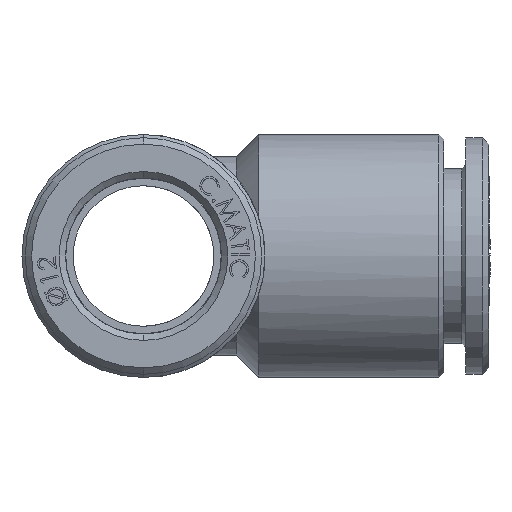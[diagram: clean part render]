
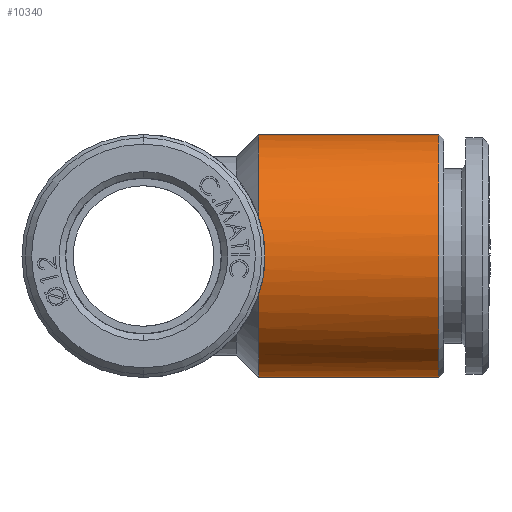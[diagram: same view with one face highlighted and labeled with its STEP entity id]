
A CAD part, left-side view. The second image highlights one B-rep face of the part: STEP entity #10340.
In plain terms, the highlighted cylindrical face has radius 9.5 mm (diameter 19 mm), a partial arc.
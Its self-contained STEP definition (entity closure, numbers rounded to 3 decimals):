
#9331 = VERTEX_POINT ( 'NONE', #18674 ) ;
#9348 = VERTEX_POINT ( 'NONE', #18728 ) ;
#9359 = VERTEX_POINT ( 'NONE', #18765 ) ;
#9365 = VERTEX_POINT ( 'NONE', #18750 ) ;
#9374 = EDGE_CURVE ( 'NONE', #9348, #9389, #18786, .T. ) ;
#9386 = EDGE_CURVE ( 'NONE', #9389, #9365, #18814, .T. ) ;
#9389 = VERTEX_POINT ( 'NONE', #18852 ) ;
#9420 = VERTEX_POINT ( 'NONE', #18832 ) ;
#9548 = EDGE_CURVE ( 'NONE', #9359, #9420, #19180, .T. ) ;
#10340 = ADVANCED_FACE ( 'NONE', ( #19527 ), #19526, .T. ) ;
#10354 = ORIENTED_EDGE ( 'NONE', *, *, #9374, .F. ) ;
#10355 = EDGE_CURVE ( 'NONE', #9348, #9359, #19580, .T. ) ;
#10359 = EDGE_LOOP ( 'NONE', ( #10354, #10523, #10532, #10370, #10375, #10386 ) ) ;
#10370 = ORIENTED_EDGE ( 'NONE', *, *, #10560, .F. ) ;
#10375 = ORIENTED_EDGE ( 'NONE', *, *, #10376, .T. ) ;
#10376 = EDGE_CURVE ( 'NONE', #9331, #9365, #19586, .T. ) ;
#10386 = ORIENTED_EDGE ( 'NONE', *, *, #9386, .F. ) ;
#10523 = ORIENTED_EDGE ( 'NONE', *, *, #10355, .T. ) ;
#10532 = ORIENTED_EDGE ( 'NONE', *, *, #9548, .T. ) ;
#10560 = EDGE_CURVE ( 'NONE', #9331, #9420, #19814, .T. ) ;
#18674 = CARTESIAN_POINT ( 'NONE',  ( -9., -9., 3.041 ) ) ;
#18728 = CARTESIAN_POINT ( 'NONE',  ( 0., -23.1, -9.5 ) ) ;
#18750 = CARTESIAN_POINT ( 'NONE',  ( -9., -9., -3.041 ) ) ;
#18765 = CARTESIAN_POINT ( 'NONE',  ( 0., -23.1, 9.5 ) ) ;
#18783 = DIRECTION ( 'NONE',  ( 0., 1., 0. ) ) ;
#18784 = VECTOR ( 'NONE', #18783, 1000. ) ;
#18785 = CARTESIAN_POINT ( 'NONE',  ( 0., 2.336, -9.5 ) ) ;
#18786 = LINE ( 'NONE', #18785, #18784 ) ;
#18810 = DIRECTION ( 'NONE',  ( 0., 0., 1. ) ) ;
#18811 = DIRECTION ( 'NONE',  ( 0., 1., 0. ) ) ;
#18812 = CARTESIAN_POINT ( 'NONE',  ( 0., -9., 0. ) ) ;
#18813 = AXIS2_PLACEMENT_3D ( 'NONE', #18812, #18811, #18810 ) ;
#18814 = CIRCLE ( 'NONE', #18813, 9.5 ) ;
#18832 = CARTESIAN_POINT ( 'NONE',  ( 0., -9., 9.5 ) ) ;
#18852 = CARTESIAN_POINT ( 'NONE',  ( 0., -9., -9.5 ) ) ;
#19109 = CARTESIAN_POINT ( 'NONE',  ( -9.673, -9.673, 1.051 ) ) ;
#19110 = CARTESIAN_POINT ( 'NONE',  ( -9., -9., 3.041 ) ) ;
#19177 = DIRECTION ( 'NONE',  ( 0., 1., 0. ) ) ;
#19178 = VECTOR ( 'NONE', #19177, 1000. ) ;
#19179 = CARTESIAN_POINT ( 'NONE',  ( 0., 2.336, 9.5 ) ) ;
#19180 = LINE ( 'NONE', #19179, #19178 ) ;
#19334 = CARTESIAN_POINT ( 'NONE',  ( -9., -9., -3.041 ) ) ;
#19335 = CARTESIAN_POINT ( 'NONE',  ( -9.673, -9.673, -1.051 ) ) ;
#19526 = CYLINDRICAL_SURFACE ( 'NONE', #19584, 9.5 ) ;
#19527 = FACE_OUTER_BOUND ( 'NONE', #10359, .T. ) ;
#19576 = DIRECTION ( 'NONE',  ( 0., 0., 1. ) ) ;
#19577 = DIRECTION ( 'NONE',  ( 0., 1., 0. ) ) ;
#19578 = CARTESIAN_POINT ( 'NONE',  ( 0., -23.1, 0. ) ) ;
#19579 = AXIS2_PLACEMENT_3D ( 'NONE', #19578, #19577, #19576 ) ;
#19580 = CIRCLE ( 'NONE', #19579, 9.5 ) ;
#19581 = DIRECTION ( 'NONE',  ( 0., 0., 1. ) ) ;
#19582 = DIRECTION ( 'NONE',  ( 0., 1., 0. ) ) ;
#19583 = CARTESIAN_POINT ( 'NONE',  ( 0., 2.336, 0. ) ) ;
#19584 = AXIS2_PLACEMENT_3D ( 'NONE', #19583, #19582, #19581 ) ;
#19586 =( BOUNDED_CURVE ( )  B_SPLINE_CURVE ( 3, ( #19110, #19109, #19335, #19334 ),
 .UNSPECIFIED., .F., .F. ) 
 B_SPLINE_CURVE_WITH_KNOTS ( ( 4, 4 ),
 ( 2.816, 3.467 ),
 .UNSPECIFIED. ) 
 CURVE ( )  GEOMETRIC_REPRESENTATION_ITEM ( )  RATIONAL_B_SPLINE_CURVE ( ( 1., 0.965, 0.965, 1. ) ) 
 REPRESENTATION_ITEM ( '' )  );
#19809 = DIRECTION ( 'NONE',  ( 0., 0., 1. ) ) ;
#19811 = DIRECTION ( 'NONE',  ( 0., 1., 0. ) ) ;
#19812 = CARTESIAN_POINT ( 'NONE',  ( 0., -9., 0. ) ) ;
#19813 = AXIS2_PLACEMENT_3D ( 'NONE', #19812, #19811, #19809 ) ;
#19814 = CIRCLE ( 'NONE', #19813, 9.5 ) ;
